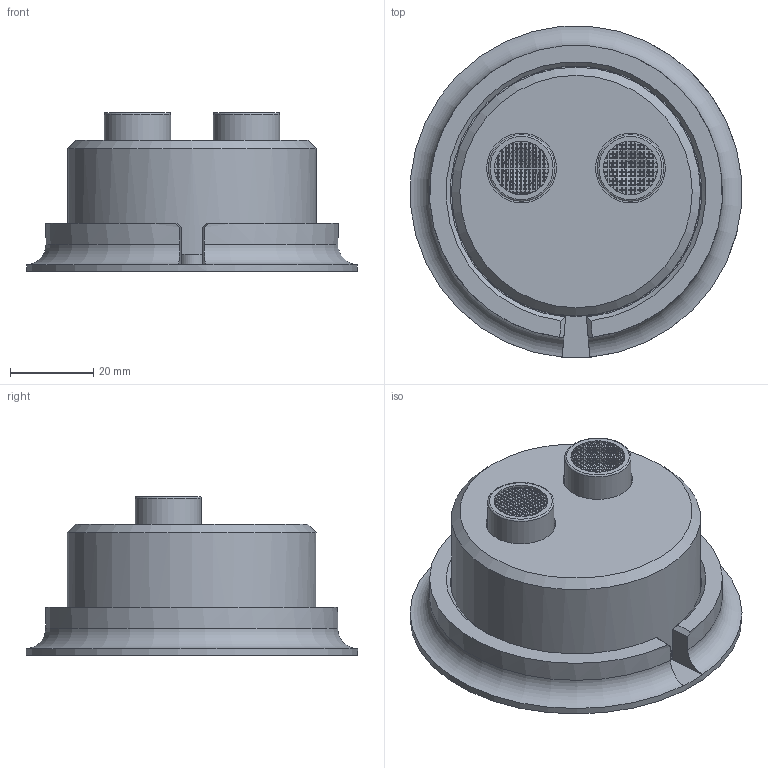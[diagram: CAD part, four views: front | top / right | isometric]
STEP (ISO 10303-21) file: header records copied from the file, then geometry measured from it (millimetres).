
FILE_DESCRIPTION(/* description */ (''),/* implementation_level */ '2;1');
FILE_NAME(/* name */ 'Sensor case v11.step',/* time_stamp */ '2023-03-02T05:13:02+01:00',/* author */ (''),/* organization */ (''),/* preprocessor_version */ 'ST-DEVELOPER v19.2',/* originating_system */ 'Autodesk Translation Framework v11.17.0.187',/* authorisation */ '');
FILE_SCHEMA (('AUTOMOTIVE_DESIGN { 1 0 10303 214 3 1 1 }'));
Length unit declared in the file: millimetre
Products named in the file (3): HC-SR04-UltrasonicSensor v7; Box; Lid
Assembly tree (2 placements, depth 2):
  HC-SR04-UltrasonicSensor v7
    Box
    Lid
Bounding box: 79.72 x 79.85 x 38.3 mm (x, y, z)
Volume: 39776.8 mm3; surface area: 39248.3 mm2
Topology: 59 solids, 59 shells, 1884 faces, 5470 edges, 3624 vertices
Faces by surface type: plane 1771, cylinder 84, cone 22, torus 7
Full cylindrical faces by diameter (mm): 1.3 x4, 1.5 x12, 2.8 x3, 3.2 x3, 13 x2, 16 x4, 16.8 x2, 60 x1, 80 x1
Entity records: 62353 total; most frequent: CARTESIAN_POINT 10999, ORIENTED_EDGE 10936, DIRECTION 9620, EDGE_CURVE 5468, LINE 5078, VECTOR 5078, VERTEX_POINT 3624, EDGE_LOOP 2426
